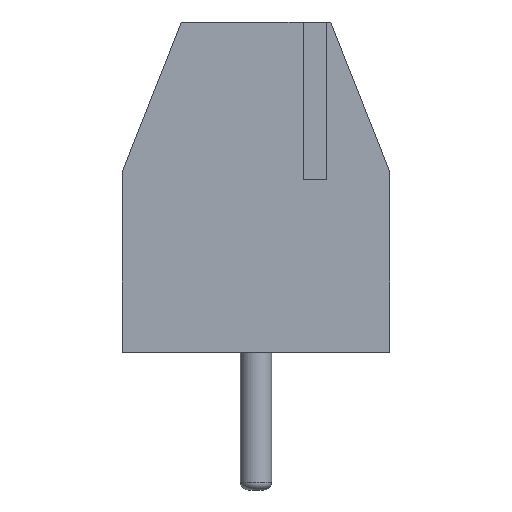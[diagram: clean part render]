
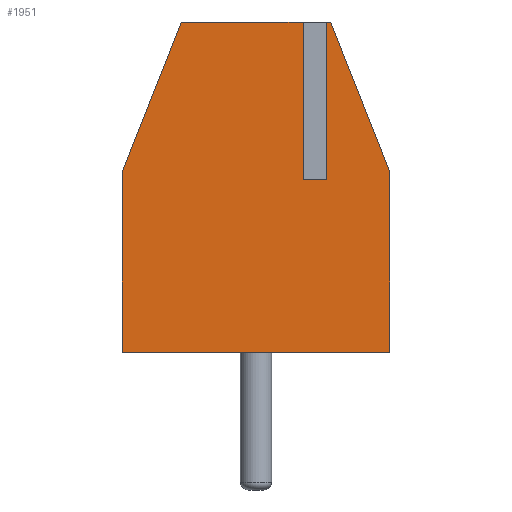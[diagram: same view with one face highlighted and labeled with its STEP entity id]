
A CAD part, left-side view. The second image highlights one B-rep face of the part: STEP entity #1951.
In plain terms, the highlighted planar face has unit normal (-1, 0, 0).
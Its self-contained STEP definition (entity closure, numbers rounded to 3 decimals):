
#1951 = ADVANCED_FACE('',(#1952),#2034,.F.);
#1952 = FACE_BOUND('',#1953,.F.);
#1953 = EDGE_LOOP('',(#1954,#1964,#1972,#1980,#1988,#1996,#2004,#2012,
    #2020,#2028));
#1954 = ORIENTED_EDGE('',*,*,#1955,.F.);
#1955 = EDGE_CURVE('',#1956,#1958,#1960,.T.);
#1956 = VERTEX_POINT('',#1957);
#1957 = CARTESIAN_POINT('',(-1.75,-3.4,4.6));
#1958 = VERTEX_POINT('',#1959);
#1959 = CARTESIAN_POINT('',(-1.75,-1.9,8.4));
#1960 = LINE('',#1961,#1962);
#1961 = CARTESIAN_POINT('',(-1.75,-3.811,3.56));
#1962 = VECTOR('',#1963,1.);
#1963 = DIRECTION('',(0.,0.367,0.93));
#1964 = ORIENTED_EDGE('',*,*,#1965,.F.);
#1965 = EDGE_CURVE('',#1966,#1956,#1968,.T.);
#1966 = VERTEX_POINT('',#1967);
#1967 = CARTESIAN_POINT('',(-1.75,-3.4,0.));
#1968 = LINE('',#1969,#1970);
#1969 = CARTESIAN_POINT('',(-1.75,-3.4,0.));
#1970 = VECTOR('',#1971,1.);
#1971 = DIRECTION('',(0.,0.,1.));
#1972 = ORIENTED_EDGE('',*,*,#1973,.T.);
#1973 = EDGE_CURVE('',#1966,#1974,#1976,.T.);
#1974 = VERTEX_POINT('',#1975);
#1975 = CARTESIAN_POINT('',(-1.75,3.4,0.));
#1976 = LINE('',#1977,#1978);
#1977 = CARTESIAN_POINT('',(-1.75,-3.4,0.));
#1978 = VECTOR('',#1979,1.);
#1979 = DIRECTION('',(0.,1.,0.));
#1980 = ORIENTED_EDGE('',*,*,#1981,.T.);
#1981 = EDGE_CURVE('',#1974,#1982,#1984,.T.);
#1982 = VERTEX_POINT('',#1983);
#1983 = CARTESIAN_POINT('',(-1.75,3.4,4.6));
#1984 = LINE('',#1985,#1986);
#1985 = CARTESIAN_POINT('',(-1.75,3.4,0.));
#1986 = VECTOR('',#1987,1.);
#1987 = DIRECTION('',(0.,0.,1.));
#1988 = ORIENTED_EDGE('',*,*,#1989,.T.);
#1989 = EDGE_CURVE('',#1982,#1990,#1992,.T.);
#1990 = VERTEX_POINT('',#1991);
#1991 = CARTESIAN_POINT('',(-1.75,1.9,8.4));
#1992 = LINE('',#1993,#1994);
#1993 = CARTESIAN_POINT('',(-1.75,3.352,4.721));
#1994 = VECTOR('',#1995,1.);
#1995 = DIRECTION('',(0.,-0.367,0.93));
#1996 = ORIENTED_EDGE('',*,*,#1997,.F.);
#1997 = EDGE_CURVE('',#1998,#1990,#2000,.T.);
#1998 = VERTEX_POINT('',#1999);
#1999 = CARTESIAN_POINT('',(-1.75,-1.3,8.4));
#2000 = LINE('',#2001,#2002);
#2001 = CARTESIAN_POINT('',(-1.75,-3.4,8.4));
#2002 = VECTOR('',#2003,1.);
#2003 = DIRECTION('',(0.,1.,0.));
#2004 = ORIENTED_EDGE('',*,*,#2005,.F.);
#2005 = EDGE_CURVE('',#2006,#1998,#2008,.T.);
#2006 = VERTEX_POINT('',#2007);
#2007 = CARTESIAN_POINT('',(-1.75,-1.3,4.4));
#2008 = LINE('',#2009,#2010);
#2009 = CARTESIAN_POINT('',(-1.75,-1.3,4.4));
#2010 = VECTOR('',#2011,1.);
#2011 = DIRECTION('',(0.,0.,1.));
#2012 = ORIENTED_EDGE('',*,*,#2013,.F.);
#2013 = EDGE_CURVE('',#2014,#2006,#2016,.T.);
#2014 = VERTEX_POINT('',#2015);
#2015 = CARTESIAN_POINT('',(-1.75,-1.7,4.4));
#2016 = LINE('',#2017,#2018);
#2017 = CARTESIAN_POINT('',(-1.75,-1.8,4.4));
#2018 = VECTOR('',#2019,1.);
#2019 = DIRECTION('',(0.,1.,0.));
#2020 = ORIENTED_EDGE('',*,*,#2021,.T.);
#2021 = EDGE_CURVE('',#2014,#2022,#2024,.T.);
#2022 = VERTEX_POINT('',#2023);
#2023 = CARTESIAN_POINT('',(-1.75,-1.7,8.4));
#2024 = LINE('',#2025,#2026);
#2025 = CARTESIAN_POINT('',(-1.75,-1.7,4.4));
#2026 = VECTOR('',#2027,1.);
#2027 = DIRECTION('',(0.,0.,1.));
#2028 = ORIENTED_EDGE('',*,*,#2029,.F.);
#2029 = EDGE_CURVE('',#1958,#2022,#2030,.T.);
#2030 = LINE('',#2031,#2032);
#2031 = CARTESIAN_POINT('',(-1.75,-3.4,8.4));
#2032 = VECTOR('',#2033,1.);
#2033 = DIRECTION('',(0.,1.,0.));
#2034 = PLANE('',#2035);
#2035 = AXIS2_PLACEMENT_3D('',#2036,#2037,#2038);
#2036 = CARTESIAN_POINT('',(-1.75,-3.4,0.));
#2037 = DIRECTION('',(1.,0.,0.));
#2038 = DIRECTION('',(0.,0.,1.));
